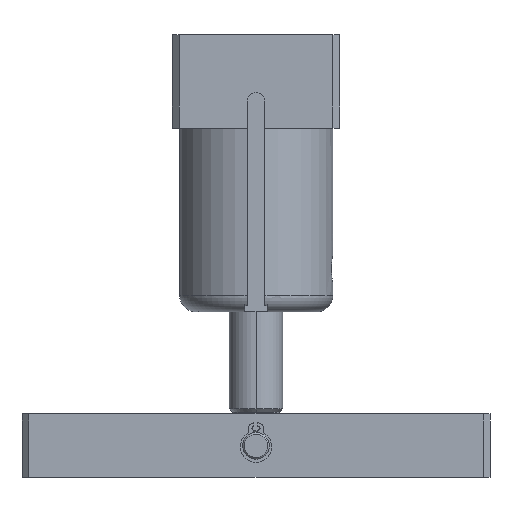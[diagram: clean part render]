
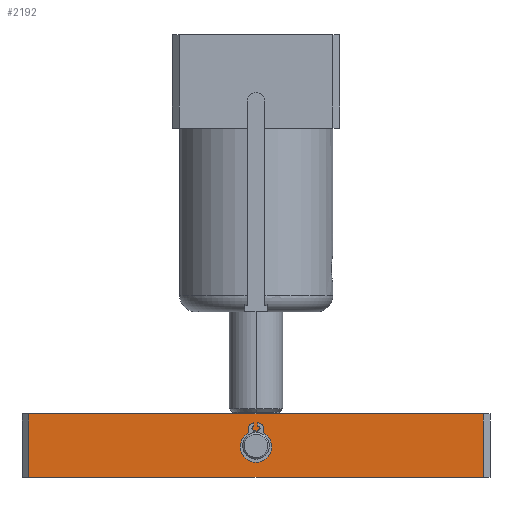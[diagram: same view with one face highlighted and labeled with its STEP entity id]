
A CAD part, left-side view. The second image highlights one B-rep face of the part: STEP entity #2192.
In plain terms, the highlighted face is planar.
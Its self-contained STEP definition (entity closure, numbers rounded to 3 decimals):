
#44 = CARTESIAN_POINT ( 'NONE',  ( 4.5, 0., 9.5 ) ) ;
#57 = CARTESIAN_POINT ( 'NONE',  ( -68., -9.5, 9.5 ) ) ;
#75 = CARTESIAN_POINT ( 'NONE',  ( 68., -9.5, 9.5 ) ) ;
#781 = CARTESIAN_POINT ( 'NONE',  ( -68., 9.5, 9.5 ) ) ;
#1133 = DIRECTION ( 'NONE',  ( -1., 0., 0. ) ) ;
#1134 = DIRECTION ( 'NONE',  ( 0., 0., -1. ) ) ;
#1140 = PLANE ( 'NONE',  #7069 ) ;
#1148 = CARTESIAN_POINT ( 'NONE',  ( -70., 9.5, 9.5 ) ) ;
#1331 = AXIS2_PLACEMENT_3D ( 'NONE', #3909, #3908, #3907 ) ;
#1339 = AXIS2_PLACEMENT_3D ( 'NONE', #3262, #3260, #3258 ) ;
#1644 = CARTESIAN_POINT ( 'NONE',  ( -4.5, 0., 9.5 ) ) ;
#1810 = EDGE_LOOP ( 'NONE', ( #5234, #5235, #5236, #5237 ) ) ;
#1811 = EDGE_LOOP ( 'NONE', ( #5232, #5233 ) ) ;
#2192 = ADVANCED_FACE ( 'NONE', ( #4538, #4532 ), #1140, .F. ) ;
#2941 = VERTEX_POINT ( 'NONE', #6789 ) ;
#3252 = DIRECTION ( 'NONE',  ( 0., 1., 0. ) ) ;
#3255 = DIRECTION ( 'NONE',  ( 1., 0., 0. ) ) ;
#3258 = DIRECTION ( 'NONE',  ( -1., 0., 0. ) ) ;
#3260 = DIRECTION ( 'NONE',  ( 0., 0., -1. ) ) ;
#3262 = CARTESIAN_POINT ( 'NONE',  ( 0., 0., 9.5 ) ) ;
#3263 = CARTESIAN_POINT ( 'NONE',  ( 68., 9.5, 9.5 ) ) ;
#3293 = CARTESIAN_POINT ( 'NONE',  ( -70., -9.5, 9.5 ) ) ;
#3301 = DIRECTION ( 'NONE',  ( 0., -1., 0. ) ) ;
#3302 = CARTESIAN_POINT ( 'NONE',  ( -68., 9.5, 9.5 ) ) ;
#3303 = DIRECTION ( 'NONE',  ( 1., 0., 0. ) ) ;
#3304 = CARTESIAN_POINT ( 'NONE',  ( -70., 9.5, 9.5 ) ) ;
#3907 = DIRECTION ( 'NONE',  ( -1., 0., 0. ) ) ;
#3908 = DIRECTION ( 'NONE',  ( 0., 0., -1. ) ) ;
#3909 = CARTESIAN_POINT ( 'NONE',  ( 0., 0., 9.5 ) ) ;
#4532 = FACE_OUTER_BOUND ( 'NONE', #1810, .T. ) ;
#4538 = FACE_BOUND ( 'NONE', #1811, .T. ) ;
#5232 = ORIENTED_EDGE ( 'NONE', *, *, #6253, .T. ) ;
#5233 = ORIENTED_EDGE ( 'NONE', *, *, #6282, .T. ) ;
#5234 = ORIENTED_EDGE ( 'NONE', *, *, #6283, .T. ) ;
#5235 = ORIENTED_EDGE ( 'NONE', *, *, #6284, .T. ) ;
#5236 = ORIENTED_EDGE ( 'NONE', *, *, #6285, .F. ) ;
#5237 = ORIENTED_EDGE ( 'NONE', *, *, #6286, .T. ) ;
#6109 = CIRCLE ( 'NONE', #1331, 4.5 ) ;
#6253 = EDGE_CURVE ( 'NONE', #6846, #6875, #6109, .T. ) ;
#6282 = EDGE_CURVE ( 'NONE', #6875, #6846, #7585, .T. ) ;
#6283 = EDGE_CURVE ( 'NONE', #6835, #6818, #7583, .T. ) ;
#6284 = EDGE_CURVE ( 'NONE', #6818, #2941, #7589, .T. ) ;
#6285 = EDGE_CURVE ( 'NONE', #6822, #2941, #7580, .T. ) ;
#6286 = EDGE_CURVE ( 'NONE', #6822, #6835, #7578, .T. ) ;
#6789 = CARTESIAN_POINT ( 'NONE',  ( 68., 9.5, 9.5 ) ) ;
#6818 = VERTEX_POINT ( 'NONE', #75 ) ;
#6822 = VERTEX_POINT ( 'NONE', #781 ) ;
#6835 = VERTEX_POINT ( 'NONE', #57 ) ;
#6846 = VERTEX_POINT ( 'NONE', #44 ) ;
#6875 = VERTEX_POINT ( 'NONE', #1644 ) ;
#7069 = AXIS2_PLACEMENT_3D ( 'NONE', #1148, #1134, #1133 ) ;
#7575 = VECTOR ( 'NONE', #3301, 1000. ) ;
#7577 = VECTOR ( 'NONE', #3303, 1000. ) ;
#7578 = LINE ( 'NONE', #3302, #7575 ) ;
#7579 = VECTOR ( 'NONE', #3252, 1000. ) ;
#7580 = LINE ( 'NONE', #3304, #7577 ) ;
#7581 = VECTOR ( 'NONE', #3255, 1000. ) ;
#7583 = LINE ( 'NONE', #3293, #7581 ) ;
#7585 = CIRCLE ( 'NONE', #1339, 4.5 ) ;
#7589 = LINE ( 'NONE', #3263, #7579 ) ;
